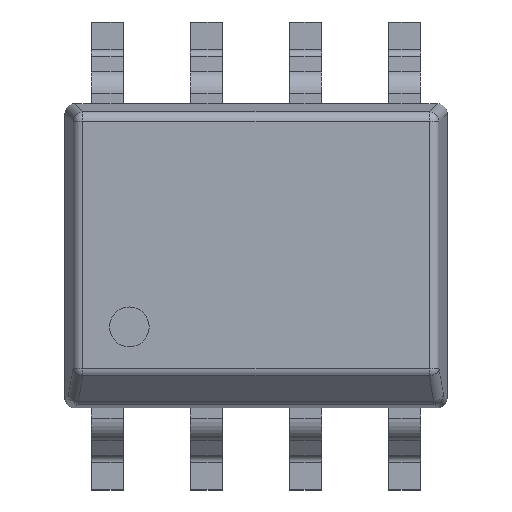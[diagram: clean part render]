
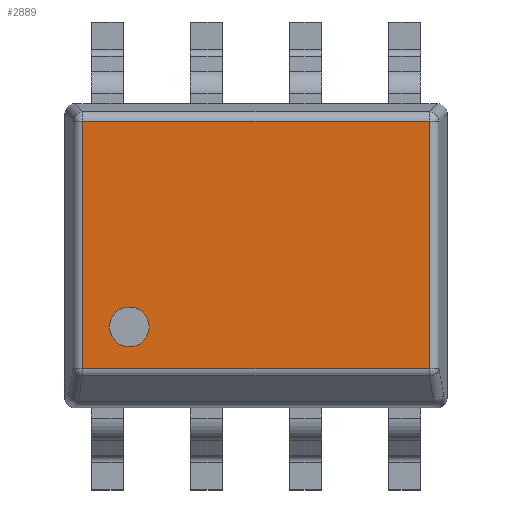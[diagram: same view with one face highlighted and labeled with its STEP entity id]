
A CAD part, top view. The second image highlights one B-rep face of the part: STEP entity #2889.
In plain terms, the highlighted planar face has unit normal (0, 0, 1).
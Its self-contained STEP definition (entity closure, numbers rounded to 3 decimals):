
#48=FACE_BOUND('',#321,.T.);
#61=PLANE('',#3067);
#158=FACE_OUTER_BOUND('',#320,.T.);
#320=EDGE_LOOP('',(#1879,#1880,#1881,#1882));
#321=EDGE_LOOP('',(#1883));
#519=LINE('',#4289,#814);
#520=LINE('',#4291,#815);
#521=LINE('',#4293,#816);
#522=LINE('',#4294,#817);
#814=VECTOR('',#3409,1.);
#815=VECTOR('',#3410,1.);
#816=VECTOR('',#3411,1.);
#817=VECTOR('',#3412,1.);
#1061=CIRCLE('',#3054,0.255);
#1157=VERTEX_POINT('',#4175);
#1206=VERTEX_POINT('',#4287);
#1207=VERTEX_POINT('',#4288);
#1208=VERTEX_POINT('',#4290);
#1209=VERTEX_POINT('',#4292);
#1414=EDGE_CURVE('',#1157,#1157,#1061,.T.);
#1463=EDGE_CURVE('',#1206,#1207,#519,.T.);
#1464=EDGE_CURVE('',#1207,#1208,#520,.T.);
#1465=EDGE_CURVE('',#1208,#1209,#521,.T.);
#1466=EDGE_CURVE('',#1209,#1206,#522,.T.);
#1879=ORIENTED_EDGE('',*,*,#1463,.T.);
#1880=ORIENTED_EDGE('',*,*,#1464,.T.);
#1881=ORIENTED_EDGE('',*,*,#1465,.T.);
#1882=ORIENTED_EDGE('',*,*,#1466,.T.);
#1883=ORIENTED_EDGE('',*,*,#1414,.F.);
#2889=ADVANCED_FACE('',(#158,#48),#61,.T.);
#3054=AXIS2_PLACEMENT_3D('',#4177,#3333,#3334);
#3067=AXIS2_PLACEMENT_3D('',#4286,#3407,#3408);
#3333=DIRECTION('center_axis',(0.,0.,1.));
#3334=DIRECTION('ref_axis',(1.,0.,0.));
#3407=DIRECTION('center_axis',(0.,0.,1.));
#3408=DIRECTION('ref_axis',(1.,0.,0.));
#3409=DIRECTION('',(0.,1.,0.));
#3410=DIRECTION('',(-1.,0.,0.));
#3411=DIRECTION('',(0.,-1.,0.));
#3412=DIRECTION('',(1.,0.,0.));
#4175=CARTESIAN_POINT('',(-1.879,-0.911,1.7));
#4177=CARTESIAN_POINT('Origin',(-1.624,-0.911,1.7));
#4286=CARTESIAN_POINT('Origin',(0.,0.,1.7));
#4287=CARTESIAN_POINT('',(2.222,-1.45,1.7));
#4288=CARTESIAN_POINT('',(2.222,1.722,1.7));
#4289=CARTESIAN_POINT('',(2.222,0.,1.7));
#4290=CARTESIAN_POINT('',(-2.222,1.722,1.7));
#4291=CARTESIAN_POINT('',(0.,1.722,1.7));
#4292=CARTESIAN_POINT('',(-2.222,-1.45,1.7));
#4293=CARTESIAN_POINT('',(-2.222,0.,1.7));
#4294=CARTESIAN_POINT('',(0.,-1.45,1.7));
